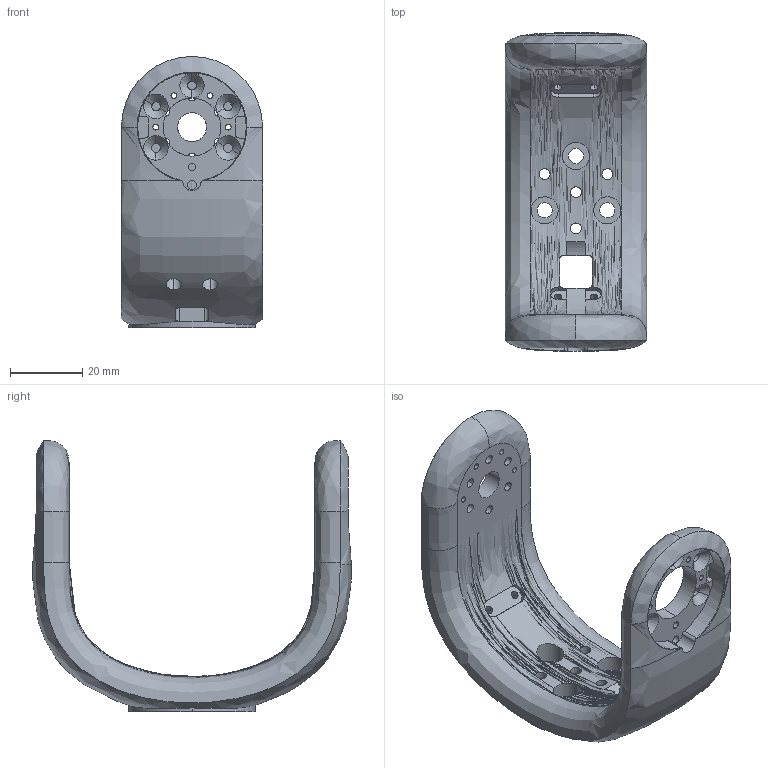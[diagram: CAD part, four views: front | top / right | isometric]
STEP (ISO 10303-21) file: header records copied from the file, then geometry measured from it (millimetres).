
FILE_DESCRIPTION((''),'2;1');
FILE_NAME('00','2023-07-25T19:22:18',('juntong.su'),(''),'CREO PARAMETRIC BY PTC INC, 2021063','CREO PARAMETRIC BY PTC INC, 2021063','');
FILE_SCHEMA(('CONFIG_CONTROL_DESIGN'));
Length unit declared in the file: millimetre
Products named in the file (1): 00
Bounding box: 39 x 87.93 x 74.83 mm (x, y, z)
Volume: 47567.5 mm3; surface area: 19639.9 mm2
Topology: 1 solids, 1 shells, 205 faces, 573 edges, 374 vertices
Faces by surface type: cylinder 114, plane 47, cone 24, bspline 10, extrusion 8, revolution 2
Entity records: 11877 total; most frequent: CARTESIAN_POINT 6589, ORIENTED_EDGE 1146, DIRECTION 984, EDGE_CURVE 573, VERTEX_POINT 374, AXIS2_PLACEMENT_3D 370, EDGE_LOOP 279, VECTOR 242
